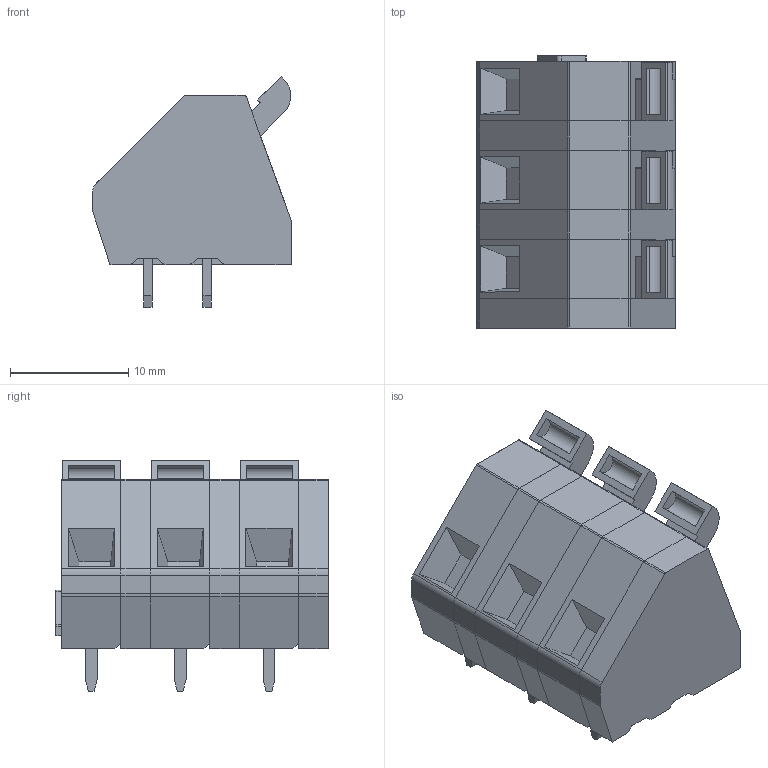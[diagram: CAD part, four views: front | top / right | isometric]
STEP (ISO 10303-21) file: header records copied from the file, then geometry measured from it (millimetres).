
FILE_DESCRIPTION(('STEP AP214'),'1');
FILE_NAME('MG103-7.5-P.stp','2024-01-26T09:25:23',(' '),(' '),'Spatial InterOp 3D',' ',' ');
FILE_SCHEMA(('AUTOMOTIVE_DESIGN { 1 0 10303 214 1 1 1 1 }'));
Length unit declared in the file: metre
Products named in the file (6): 1706191752; 1706263023; 1706263290; 1706263844; 1706264111; 1706264665
Bounding box: 16.75 x 23 x 19.49 mm (x, y, z)
Volume: 3981.1 mm3; surface area: 4493.3 mm2
Topology: 6 solids, 6 shells, 711 faces, 1841 edges, 1214 vertices
Faces by surface type: plane 492, cylinder 129, torus 57, cone 33
Entity records: 26676 total; most frequent: CARTESIAN_POINT 3624, DIRECTION 3540, ORIENTED_EDGE 3444, EDGE_CURVE 1722, LINE 1338, VECTOR 1338, VERTEX_POINT 1185, AXIS2_PLACEMENT_3D 1101
